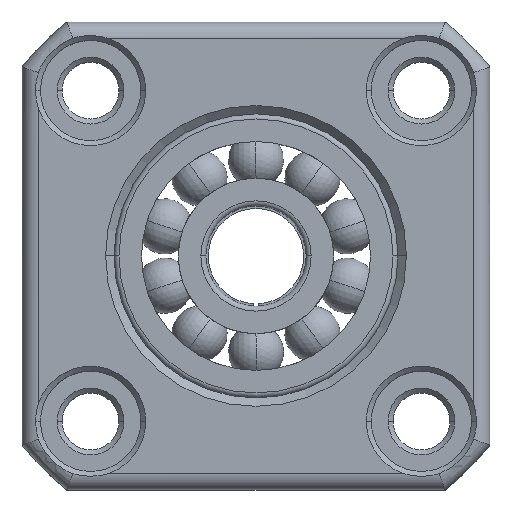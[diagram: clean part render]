
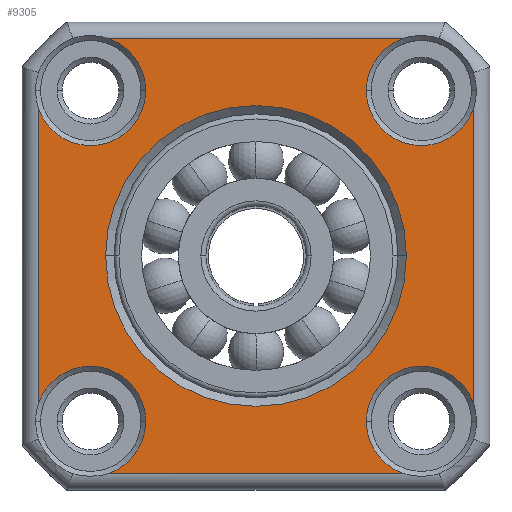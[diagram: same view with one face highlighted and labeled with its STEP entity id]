
A CAD part, top view. The second image highlights one B-rep face of the part: STEP entity #9305.
In plain terms, the highlighted planar face has unit normal (0, 0, 1).
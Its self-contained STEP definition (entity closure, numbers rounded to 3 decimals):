
#31 = EDGE_LOOP ( 'NONE', ( #7619, #9418, #8637, #566, #9283, #1207, #6653, #7467, #11555, #11260, #3057, #2210 ) ) ;
#115 = CARTESIAN_POINT ( 'NONE',  ( 0., 0., 0. ) ) ;
#319 = CARTESIAN_POINT ( 'NONE',  ( -9.899, -9.899, 0. ) ) ;
#332 = CIRCLE ( 'NONE', #3793, 3.3 ) ;
#412 = AXIS2_PLACEMENT_3D ( 'NONE', #3917, #10322, #4850 ) ;
#431 = CARTESIAN_POINT ( 'NONE',  ( 9.899, 9.899, 0. ) ) ;
#471 = CARTESIAN_POINT ( 'NONE',  ( 8.77, 13., 0. ) ) ;
#565 = VERTEX_POINT ( 'NONE', #9087 ) ;
#566 = ORIENTED_EDGE ( 'NONE', *, *, #8904, .T. ) ;
#684 = CARTESIAN_POINT ( 'NONE',  ( 0., 0., 0. ) ) ;
#849 = EDGE_CURVE ( 'NONE', #8379, #3016, #2316, .T. ) ;
#967 = CARTESIAN_POINT ( 'NONE',  ( 13., -8.77, 0. ) ) ;
#1033 = DIRECTION ( 'NONE',  ( 1., 0., 0. ) ) ;
#1207 = ORIENTED_EDGE ( 'NONE', *, *, #10381, .T. ) ;
#1247 = DIRECTION ( 'NONE',  ( 1., 0., 0. ) ) ;
#1305 = ORIENTED_EDGE ( 'NONE', *, *, #8346, .T. ) ;
#1367 = DIRECTION ( 'NONE',  ( 1., 0., 0. ) ) ;
#1396 = AXIS2_PLACEMENT_3D ( 'NONE', #431, #6858, #1367 ) ;
#1599 = VERTEX_POINT ( 'NONE', #3563 ) ;
#1620 = DIRECTION ( 'NONE',  ( 1., 0., 0. ) ) ;
#2014 = VERTEX_POINT ( 'NONE', #11899 ) ;
#2110 = CIRCLE ( 'NONE', #9968, 3.3 ) ;
#2210 = ORIENTED_EDGE ( 'NONE', *, *, #8420, .T. ) ;
#2295 = VERTEX_POINT ( 'NONE', #2513 ) ;
#2316 = CIRCLE ( 'NONE', #4713, 3.3 ) ;
#2415 = CARTESIAN_POINT ( 'NONE',  ( -8.77, -13., 0. ) ) ;
#2507 = CARTESIAN_POINT ( 'NONE',  ( -6.599, -9.899, 0. ) ) ;
#2513 = CARTESIAN_POINT ( 'NONE',  ( 13., 8.77, 0. ) ) ;
#2518 = EDGE_CURVE ( 'NONE', #3016, #5453, #9591, .T. ) ;
#2652 = CARTESIAN_POINT ( 'NONE',  ( 0., -13., 0. ) ) ;
#2666 = CARTESIAN_POINT ( 'NONE',  ( -9.899, 9.899, 0. ) ) ;
#3016 = VERTEX_POINT ( 'NONE', #6867 ) ;
#3043 = AXIS2_PLACEMENT_3D ( 'NONE', #10530, #5035, #11461 ) ;
#3057 = ORIENTED_EDGE ( 'NONE', *, *, #7445, .T. ) ;
#3074 = VERTEX_POINT ( 'NONE', #9325 ) ;
#3154 = CARTESIAN_POINT ( 'NONE',  ( 9., 0., 0. ) ) ;
#3286 = CARTESIAN_POINT ( 'NONE',  ( -13., 8.5, 0. ) ) ;
#3327 = CARTESIAN_POINT ( 'NONE',  ( -8.77, 13., 0. ) ) ;
#3349 = EDGE_CURVE ( 'NONE', #11491, #11425, #5698, .T. ) ;
#3403 = CARTESIAN_POINT ( 'NONE',  ( 13., 8.5, 0. ) ) ;
#3558 = DIRECTION ( 'NONE',  ( 1., 0., 0. ) ) ;
#3563 = CARTESIAN_POINT ( 'NONE',  ( -13., -8.77, 0. ) ) ;
#3571 = DIRECTION ( 'NONE',  ( 1., 0., 0. ) ) ;
#3729 = CARTESIAN_POINT ( 'NONE',  ( 9.899, 9.899, 0. ) ) ;
#3793 = AXIS2_PLACEMENT_3D ( 'NONE', #3729, #10141, #4668 ) ;
#3799 = LINE ( 'NONE', #3286, #10246 ) ;
#3876 = VERTEX_POINT ( 'NONE', #3327 ) ;
#3917 = CARTESIAN_POINT ( 'NONE',  ( -9.899, -9.899, 0. ) ) ;
#3966 = AXIS2_PLACEMENT_3D ( 'NONE', #115, #6533, #1033 ) ;
#3969 = EDGE_CURVE ( 'NONE', #565, #3074, #2110, .T. ) ;
#4204 = VERTEX_POINT ( 'NONE', #471 ) ;
#4211 = DIRECTION ( 'NONE',  ( 0., 0., -1. ) ) ;
#4668 = DIRECTION ( 'NONE',  ( 1., 0., 0. ) ) ;
#4713 = AXIS2_PLACEMENT_3D ( 'NONE', #9706, #4211, #10622 ) ;
#4735 = AXIS2_PLACEMENT_3D ( 'NONE', #319, #6728, #1247 ) ;
#4769 = VECTOR ( 'NONE', #4831, 1000. ) ;
#4831 = DIRECTION ( 'NONE',  ( -1., 0., 0. ) ) ;
#4850 = DIRECTION ( 'NONE',  ( 1., 0., 0. ) ) ;
#4866 = CARTESIAN_POINT ( 'NONE',  ( 9.899, -9.899, 0. ) ) ;
#5035 = DIRECTION ( 'NONE',  ( 0., 0., -1. ) ) ;
#5103 = AXIS2_PLACEMENT_3D ( 'NONE', #9911, #11784, #6270 ) ;
#5123 = EDGE_CURVE ( 'NONE', #3074, #1599, #3799, .T. ) ;
#5316 = CIRCLE ( 'NONE', #3966, 9. ) ;
#5453 = VERTEX_POINT ( 'NONE', #967 ) ;
#5465 = LINE ( 'NONE', #2652, #10047 ) ;
#5698 = CIRCLE ( 'NONE', #4735, 3.3 ) ;
#5782 = DIRECTION ( 'NONE',  ( 1., 0., 0. ) ) ;
#6007 = CIRCLE ( 'NONE', #3043, 3.3 ) ;
#6150 = AXIS2_PLACEMENT_3D ( 'NONE', #684, #7116, #1620 ) ;
#6270 = DIRECTION ( 'NONE',  ( 1., 0., 0. ) ) ;
#6533 = DIRECTION ( 'NONE',  ( 0., 0., -1. ) ) ;
#6653 = ORIENTED_EDGE ( 'NONE', *, *, #849, .T. ) ;
#6728 = DIRECTION ( 'NONE',  ( 0., 0., -1. ) ) ;
#6858 = DIRECTION ( 'NONE',  ( 0., 0., -1. ) ) ;
#6867 = CARTESIAN_POINT ( 'NONE',  ( 6.599, -9.899, 0. ) ) ;
#6986 = DIRECTION ( 'NONE',  ( 0., -1., 0. ) ) ;
#7010 = EDGE_CURVE ( 'NONE', #2295, #8948, #8666, .T. ) ;
#7116 = DIRECTION ( 'NONE',  ( 0., 0., -1. ) ) ;
#7194 = LINE ( 'NONE', #10297, #4769 ) ;
#7312 = VECTOR ( 'NONE', #10745, 1000. ) ;
#7445 = EDGE_CURVE ( 'NONE', #8948, #4204, #332, .T. ) ;
#7467 = ORIENTED_EDGE ( 'NONE', *, *, #2518, .T. ) ;
#7503 = CARTESIAN_POINT ( 'NONE',  ( 8.77, -13., 0. ) ) ;
#7605 = ORIENTED_EDGE ( 'NONE', *, *, #8674, .T. ) ;
#7619 = ORIENTED_EDGE ( 'NONE', *, *, #9692, .T. ) ;
#8033 = CIRCLE ( 'NONE', #412, 3.3 ) ;
#8346 = EDGE_CURVE ( 'NONE', #8484, #2014, #5316, .T. ) ;
#8379 = VERTEX_POINT ( 'NONE', #7503 ) ;
#8420 = EDGE_CURVE ( 'NONE', #4204, #3876, #7194, .T. ) ;
#8484 = VERTEX_POINT ( 'NONE', #3154 ) ;
#8637 = ORIENTED_EDGE ( 'NONE', *, *, #5123, .T. ) ;
#8666 = CIRCLE ( 'NONE', #1396, 3.3 ) ;
#8674 = EDGE_CURVE ( 'NONE', #2014, #8484, #10043, .T. ) ;
#8904 = EDGE_CURVE ( 'NONE', #1599, #11491, #8033, .T. ) ;
#8948 = VERTEX_POINT ( 'NONE', #9420 ) ;
#9073 = DIRECTION ( 'NONE',  ( 0., 0., -1. ) ) ;
#9087 = CARTESIAN_POINT ( 'NONE',  ( -6.599, 9.899, 0. ) ) ;
#9179 = FACE_OUTER_BOUND ( 'NONE', #31, .T. ) ;
#9283 = ORIENTED_EDGE ( 'NONE', *, *, #3349, .T. ) ;
#9305 = ADVANCED_FACE ( 'NONE', ( #9179, #11622 ), #10057, .T. ) ;
#9325 = CARTESIAN_POINT ( 'NONE',  ( -13., 8.77, 0. ) ) ;
#9418 = ORIENTED_EDGE ( 'NONE', *, *, #3969, .T. ) ;
#9420 = CARTESIAN_POINT ( 'NONE',  ( 6.599, 9.899, 0. ) ) ;
#9591 = CIRCLE ( 'NONE', #11427, 3.3 ) ;
#9692 = EDGE_CURVE ( 'NONE', #3876, #565, #6007, .T. ) ;
#9706 = CARTESIAN_POINT ( 'NONE',  ( 9.899, -9.899, 0. ) ) ;
#9808 = EDGE_CURVE ( 'NONE', #5453, #2295, #10323, .T. ) ;
#9911 = CARTESIAN_POINT ( 'NONE',  ( 0., 8.5, 0. ) ) ;
#9968 = AXIS2_PLACEMENT_3D ( 'NONE', #2666, #9073, #3571 ) ;
#10043 = CIRCLE ( 'NONE', #6150, 9. ) ;
#10047 = VECTOR ( 'NONE', #3558, 1000. ) ;
#10057 = PLANE ( 'NONE',  #5103 ) ;
#10141 = DIRECTION ( 'NONE',  ( 0., 0., -1. ) ) ;
#10246 = VECTOR ( 'NONE', #6986, 1000. ) ;
#10297 = CARTESIAN_POINT ( 'NONE',  ( 0., 13., 0. ) ) ;
#10322 = DIRECTION ( 'NONE',  ( 0., 0., -1. ) ) ;
#10323 = LINE ( 'NONE', #3403, #7312 ) ;
#10381 = EDGE_CURVE ( 'NONE', #11425, #8379, #5465, .T. ) ;
#10530 = CARTESIAN_POINT ( 'NONE',  ( -9.899, 9.899, 0. ) ) ;
#10622 = DIRECTION ( 'NONE',  ( 1., 0., 0. ) ) ;
#10745 = DIRECTION ( 'NONE',  ( 0., 1., 0. ) ) ;
#11260 = ORIENTED_EDGE ( 'NONE', *, *, #7010, .T. ) ;
#11291 = DIRECTION ( 'NONE',  ( 0., 0., -1. ) ) ;
#11425 = VERTEX_POINT ( 'NONE', #2415 ) ;
#11427 = AXIS2_PLACEMENT_3D ( 'NONE', #4866, #11291, #5782 ) ;
#11461 = DIRECTION ( 'NONE',  ( 1., 0., 0. ) ) ;
#11491 = VERTEX_POINT ( 'NONE', #2507 ) ;
#11555 = ORIENTED_EDGE ( 'NONE', *, *, #9808, .T. ) ;
#11622 = FACE_BOUND ( 'NONE', #11627, .T. ) ;
#11627 = EDGE_LOOP ( 'NONE', ( #1305, #7605 ) ) ;
#11784 = DIRECTION ( 'NONE',  ( 0., 0., 1. ) ) ;
#11899 = CARTESIAN_POINT ( 'NONE',  ( -9., 0., 0. ) ) ;
